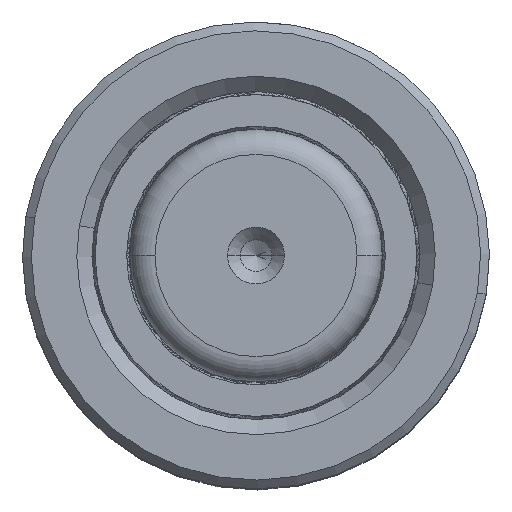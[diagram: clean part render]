
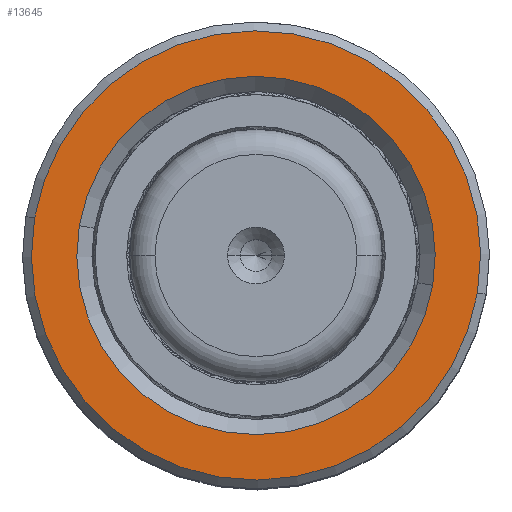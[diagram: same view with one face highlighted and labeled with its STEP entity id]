
A CAD part, top view. The second image highlights one B-rep face of the part: STEP entity #13645.
In plain terms, the highlighted planar face has unit normal (0, 0, 1).
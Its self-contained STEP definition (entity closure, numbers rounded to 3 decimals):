
#4328 = DIRECTION ( 'NONE',  ( 1., 0., 0. ) ) ;
#4796 = EDGE_LOOP ( 'NONE', ( #32995, #24756 ) ) ;
#5410 = AXIS2_PLACEMENT_3D ( 'NONE', #22007, #35171, #12780 ) ;
#6708 = CARTESIAN_POINT ( 'NONE',  ( -17.8, 0., 50. ) ) ;
#6869 = EDGE_CURVE ( 'NONE', #13762, #19740, #36005, .T. ) ;
#10018 = PLANE ( 'NONE',  #17429 ) ;
#10322 = EDGE_CURVE ( 'NONE', #32618, #33102, #11795, .T. ) ;
#11406 = DIRECTION ( 'NONE',  ( 1., 0., 0. ) ) ;
#11795 = CIRCLE ( 'NONE', #17867, 17.8 ) ;
#12186 = CIRCLE ( 'NONE', #5410, 17.8 ) ;
#12780 = DIRECTION ( 'NONE',  ( 1., 0., 0. ) ) ;
#13645 = ADVANCED_FACE ( 'NONE', ( #14853, #19652 ), #10018, .T. ) ;
#13730 = EDGE_CURVE ( 'NONE', #33102, #32618, #12186, .T. ) ;
#13762 = VERTEX_POINT ( 'NONE', #17512 ) ;
#14119 = DIRECTION ( 'NONE',  ( 0., 0., 1. ) ) ;
#14853 = FACE_OUTER_BOUND ( 'NONE', #32949, .T. ) ;
#15110 = ORIENTED_EDGE ( 'NONE', *, *, #10322, .T. ) ;
#16162 = CIRCLE ( 'NONE', #25543, 14.2 ) ;
#16568 = CARTESIAN_POINT ( 'NONE',  ( 0., 0., 50. ) ) ;
#17429 = AXIS2_PLACEMENT_3D ( 'NONE', #16568, #14119, #11406 ) ;
#17512 = CARTESIAN_POINT ( 'NONE',  ( 14.2, 0., 50. ) ) ;
#17867 = AXIS2_PLACEMENT_3D ( 'NONE', #29875, #32580, #4328 ) ;
#19249 = DIRECTION ( 'NONE',  ( 1., 0., 0. ) ) ;
#19503 = DIRECTION ( 'NONE',  ( 0., 0., -1. ) ) ;
#19652 = FACE_BOUND ( 'NONE', #4796, .T. ) ;
#19740 = VERTEX_POINT ( 'NONE', #36319 ) ;
#22007 = CARTESIAN_POINT ( 'NONE',  ( 0., 0., 50. ) ) ;
#22341 = CARTESIAN_POINT ( 'NONE',  ( 17.8, 0., 50. ) ) ;
#23244 = AXIS2_PLACEMENT_3D ( 'NONE', #33852, #19503, #19249 ) ;
#24756 = ORIENTED_EDGE ( 'NONE', *, *, #34266, .T. ) ;
#25543 = AXIS2_PLACEMENT_3D ( 'NONE', #31245, #31118, #34191 ) ;
#26593 = ORIENTED_EDGE ( 'NONE', *, *, #13730, .T. ) ;
#29875 = CARTESIAN_POINT ( 'NONE',  ( 0., 0., 50. ) ) ;
#31118 = DIRECTION ( 'NONE',  ( 0., 0., -1. ) ) ;
#31245 = CARTESIAN_POINT ( 'NONE',  ( 0., 0., 50. ) ) ;
#32580 = DIRECTION ( 'NONE',  ( 0., 0., 1. ) ) ;
#32618 = VERTEX_POINT ( 'NONE', #6708 ) ;
#32949 = EDGE_LOOP ( 'NONE', ( #15110, #26593 ) ) ;
#32995 = ORIENTED_EDGE ( 'NONE', *, *, #6869, .T. ) ;
#33102 = VERTEX_POINT ( 'NONE', #22341 ) ;
#33852 = CARTESIAN_POINT ( 'NONE',  ( 0., 0., 50. ) ) ;
#34191 = DIRECTION ( 'NONE',  ( 1., 0., 0. ) ) ;
#34266 = EDGE_CURVE ( 'NONE', #19740, #13762, #16162, .T. ) ;
#35171 = DIRECTION ( 'NONE',  ( 0., 0., 1. ) ) ;
#36005 = CIRCLE ( 'NONE', #23244, 14.2 ) ;
#36319 = CARTESIAN_POINT ( 'NONE',  ( -14.2, 0., 50. ) ) ;
